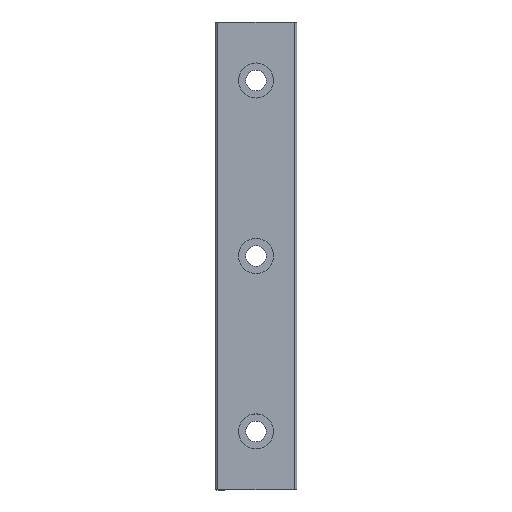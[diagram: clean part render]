
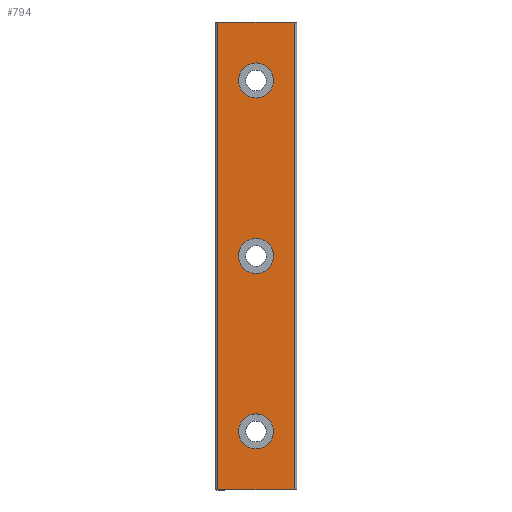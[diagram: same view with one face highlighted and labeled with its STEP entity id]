
A CAD part, top view. The second image highlights one B-rep face of the part: STEP entity #794.
In plain terms, the highlighted planar face has unit normal (0, 0, 1).
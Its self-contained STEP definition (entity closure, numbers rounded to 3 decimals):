
#5 = DIRECTION ( 'NONE',  ( -1., 0., 0. ) ) ;
#8 = CARTESIAN_POINT ( 'NONE',  ( 0., -27., 5.5 ) ) ;
#15 = EDGE_CURVE ( 'NONE', #999, #446, #1343, .T. ) ;
#31 = VERTEX_POINT ( 'NONE', #77 ) ;
#59 = ORIENTED_EDGE ( 'NONE', *, *, #418, .T. ) ;
#77 = CARTESIAN_POINT ( 'NONE',  ( 6.574, -40., 5.5 ) ) ;
#87 = VERTEX_POINT ( 'NONE', #8 ) ;
#125 = PLANE ( 'NONE',  #400 ) ;
#127 = DIRECTION ( 'NONE',  ( 0., -1., 0. ) ) ;
#158 = EDGE_CURVE ( 'NONE', #252, #863, #547, .T. ) ;
#172 = CARTESIAN_POINT ( 'NONE',  ( 0., -3., 5.5 ) ) ;
#204 = DIRECTION ( 'NONE',  ( -1., 0., 0. ) ) ;
#227 = FACE_BOUND ( 'NONE', #724, .T. ) ;
#242 = DIRECTION ( 'NONE',  ( 0., 0., -1. ) ) ;
#250 = ORIENTED_EDGE ( 'NONE', *, *, #158, .T. ) ;
#252 = VERTEX_POINT ( 'NONE', #981 ) ;
#279 = CARTESIAN_POINT ( 'NONE',  ( 0., -33., 5.5 ) ) ;
#281 = DIRECTION ( 'NONE',  ( 0., 0., -1. ) ) ;
#299 = CARTESIAN_POINT ( 'NONE',  ( 0., -30., 5.5 ) ) ;
#310 = CARTESIAN_POINT ( 'NONE',  ( 0., 0., 5.5 ) ) ;
#313 = VECTOR ( 'NONE', #877, 1000. ) ;
#329 = VECTOR ( 'NONE', #590, 1000. ) ;
#331 = CARTESIAN_POINT ( 'NONE',  ( -6.574, -40., 5.5 ) ) ;
#359 = CARTESIAN_POINT ( 'NONE',  ( 0., -30., 5.5 ) ) ;
#360 = ORIENTED_EDGE ( 'NONE', *, *, #15, .T. ) ;
#400 = AXIS2_PLACEMENT_3D ( 'NONE', #331, #1164, #648 ) ;
#403 = VECTOR ( 'NONE', #204, 1000. ) ;
#410 = ORIENTED_EDGE ( 'NONE', *, *, #1141, .F. ) ;
#417 = CARTESIAN_POINT ( 'NONE',  ( -6.574, 40., 5.5 ) ) ;
#418 = EDGE_CURVE ( 'NONE', #31, #1038, #564, .T. ) ;
#419 = EDGE_CURVE ( 'NONE', #825, #87, #485, .T. ) ;
#426 = AXIS2_PLACEMENT_3D ( 'NONE', #760, #242, #540 ) ;
#446 = VERTEX_POINT ( 'NONE', #691 ) ;
#452 = ORIENTED_EDGE ( 'NONE', *, *, #601, .T. ) ;
#463 = CARTESIAN_POINT ( 'NONE',  ( 6.574, -40., 5.5 ) ) ;
#475 = EDGE_CURVE ( 'NONE', #1347, #966, #1227, .T. ) ;
#485 = CIRCLE ( 'NONE', #1244, 3. ) ;
#486 = EDGE_LOOP ( 'NONE', ( #710, #527 ) ) ;
#493 = CARTESIAN_POINT ( 'NONE',  ( -6.574, -40., 5.5 ) ) ;
#508 = LINE ( 'NONE', #417, #874 ) ;
#523 = CARTESIAN_POINT ( 'NONE',  ( -6.574, -40., 5.5 ) ) ;
#527 = ORIENTED_EDGE ( 'NONE', *, *, #616, .T. ) ;
#532 = FACE_OUTER_BOUND ( 'NONE', #1197, .T. ) ;
#540 = DIRECTION ( 'NONE',  ( 0., -1., 0. ) ) ;
#547 = CIRCLE ( 'NONE', #873, 3. ) ;
#564 = LINE ( 'NONE', #463, #313 ) ;
#572 = EDGE_CURVE ( 'NONE', #1038, #966, #508, .T. ) ;
#587 = DIRECTION ( 'NONE',  ( 0., -1., 0. ) ) ;
#590 = DIRECTION ( 'NONE',  ( 0., 1., 0. ) ) ;
#601 = EDGE_CURVE ( 'NONE', #863, #252, #657, .T. ) ;
#616 = EDGE_CURVE ( 'NONE', #87, #825, #678, .T. ) ;
#648 = DIRECTION ( 'NONE',  ( 0., -1., 0. ) ) ;
#657 = CIRCLE ( 'NONE', #1154, 3. ) ;
#678 = CIRCLE ( 'NONE', #1341, 3. ) ;
#691 = CARTESIAN_POINT ( 'NONE',  ( 0., 27., 5.5 ) ) ;
#710 = ORIENTED_EDGE ( 'NONE', *, *, #419, .T. ) ;
#724 = EDGE_LOOP ( 'NONE', ( #452, #250 ) ) ;
#737 = CARTESIAN_POINT ( 'NONE',  ( 0., 0., 5.5 ) ) ;
#760 = CARTESIAN_POINT ( 'NONE',  ( 0., 30., 5.5 ) ) ;
#771 = ORIENTED_EDGE ( 'NONE', *, *, #572, .T. ) ;
#794 = ADVANCED_FACE ( 'NONE', ( #532, #1152, #227, #860 ), #125, .F. ) ;
#825 = VERTEX_POINT ( 'NONE', #279 ) ;
#828 = EDGE_LOOP ( 'NONE', ( #985, #360 ) ) ;
#832 = CIRCLE ( 'NONE', #426, 3. ) ;
#834 = DIRECTION ( 'NONE',  ( 0., 0., -1. ) ) ;
#860 = FACE_BOUND ( 'NONE', #828, .T. ) ;
#863 = VERTEX_POINT ( 'NONE', #172 ) ;
#873 = AXIS2_PLACEMENT_3D ( 'NONE', #737, #1150, #127 ) ;
#874 = VECTOR ( 'NONE', #5, 1000. ) ;
#877 = DIRECTION ( 'NONE',  ( 0., 1., 0. ) ) ;
#885 = DIRECTION ( 'NONE',  ( 0., 0., -1. ) ) ;
#906 = CARTESIAN_POINT ( 'NONE',  ( -6.574, -40., 5.5 ) ) ;
#924 = LINE ( 'NONE', #523, #403 ) ;
#966 = VERTEX_POINT ( 'NONE', #1269 ) ;
#981 = CARTESIAN_POINT ( 'NONE',  ( 0., 3., 5.5 ) ) ;
#985 = ORIENTED_EDGE ( 'NONE', *, *, #1024, .T. ) ;
#999 = VERTEX_POINT ( 'NONE', #1186 ) ;
#1024 = EDGE_CURVE ( 'NONE', #446, #999, #832, .T. ) ;
#1031 = DIRECTION ( 'NONE',  ( 0., 0., -1. ) ) ;
#1037 = DIRECTION ( 'NONE',  ( 0., -1., 0. ) ) ;
#1038 = VERTEX_POINT ( 'NONE', #1070 ) ;
#1070 = CARTESIAN_POINT ( 'NONE',  ( 6.574, 40., 5.5 ) ) ;
#1087 = DIRECTION ( 'NONE',  ( 0., -1., 0. ) ) ;
#1095 = AXIS2_PLACEMENT_3D ( 'NONE', #1316, #281, #587 ) ;
#1128 = ORIENTED_EDGE ( 'NONE', *, *, #475, .F. ) ;
#1141 = EDGE_CURVE ( 'NONE', #31, #1347, #924, .T. ) ;
#1150 = DIRECTION ( 'NONE',  ( 0., 0., -1. ) ) ;
#1152 = FACE_BOUND ( 'NONE', #486, .T. ) ;
#1154 = AXIS2_PLACEMENT_3D ( 'NONE', #310, #1031, #1229 ) ;
#1164 = DIRECTION ( 'NONE',  ( 0., 0., -1. ) ) ;
#1186 = CARTESIAN_POINT ( 'NONE',  ( 0., 33., 5.5 ) ) ;
#1197 = EDGE_LOOP ( 'NONE', ( #771, #1128, #410, #59 ) ) ;
#1227 = LINE ( 'NONE', #493, #329 ) ;
#1229 = DIRECTION ( 'NONE',  ( 0., -1., 0. ) ) ;
#1244 = AXIS2_PLACEMENT_3D ( 'NONE', #359, #885, #1087 ) ;
#1269 = CARTESIAN_POINT ( 'NONE',  ( -6.574, 40., 5.5 ) ) ;
#1316 = CARTESIAN_POINT ( 'NONE',  ( 0., 30., 5.5 ) ) ;
#1341 = AXIS2_PLACEMENT_3D ( 'NONE', #299, #834, #1037 ) ;
#1343 = CIRCLE ( 'NONE', #1095, 3. ) ;
#1347 = VERTEX_POINT ( 'NONE', #906 ) ;
